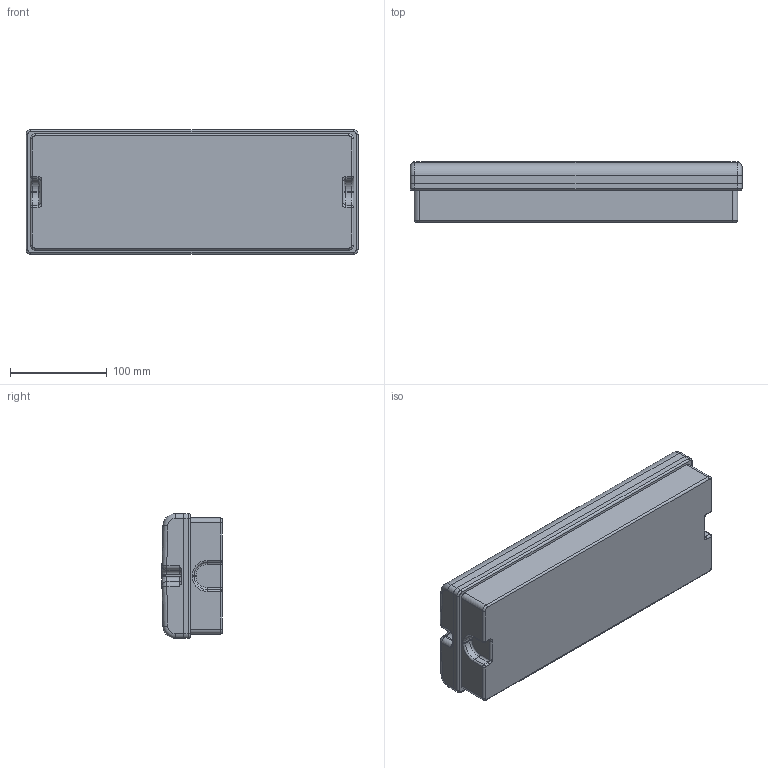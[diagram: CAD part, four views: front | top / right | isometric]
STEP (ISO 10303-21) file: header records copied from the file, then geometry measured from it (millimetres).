
FILE_DESCRIPTION (( 'STEP AP214' ), '1' );
FILE_NAME ('LDPA0-5042-1-65-K01.STEP', '2018-03-20T12:30:08', ( '' ), ( '' ), 'SwSTEP 2.0', 'SolidWorks 2014', '' );
FILE_SCHEMA (( 'AUTOMOTIVE_DESIGN' ));
Length unit declared in the file: millimetre
Products named in the file (1): LDPA0-5042-1-65-K01
Bounding box: 343 x 62.57 x 129 mm (x, y, z)
Volume: 1663526.4 mm3; surface area: 248377.7 mm2
Topology: 2 solids, 2 shells, 541 faces, 1300 edges, 812 vertices
Faces by surface type: plane 363, cylinder 110, torus 44, sphere 16, bspline 8
Entity records: 15549 total; most frequent: CARTESIAN_POINT 2986, DIRECTION 2572, ORIENTED_EDGE 2544, EDGE_CURVE 1272, LINE 992, VECTOR 992, VERTEX_POINT 800, AXIS2_PLACEMENT_3D 790
